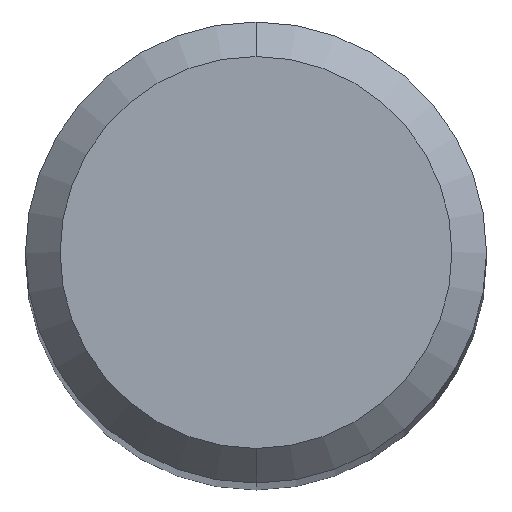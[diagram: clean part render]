
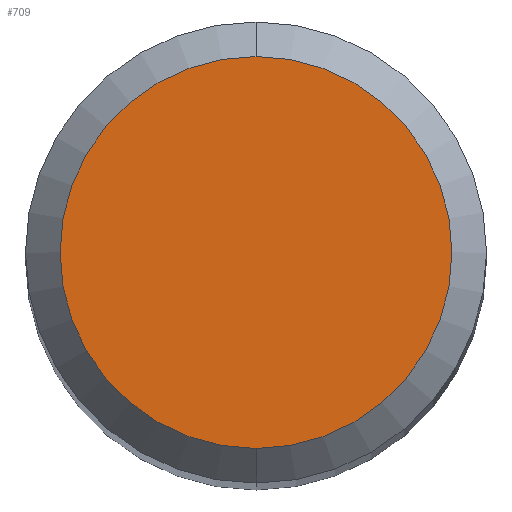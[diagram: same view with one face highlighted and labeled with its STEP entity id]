
A CAD part, top view. The second image highlights one B-rep face of the part: STEP entity #709.
In plain terms, the highlighted planar face has unit normal (0, 0, 1).
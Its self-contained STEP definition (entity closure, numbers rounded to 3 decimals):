
#457=EDGE_CURVE('',#505,#1131,#1241,.T.);
#505=VERTEX_POINT('',#1291);
#709=ADVANCED_FACE('',(#1516),#1517,.T.);
#949=EDGE_CURVE('',#1131,#505,#1780,.T.);
#1131=VERTEX_POINT('',#1973);
#1241=CIRCLE('',#2328,1.7);
#1291=CARTESIAN_POINT('',(0.0,1.7,0.0));
#1516=FACE_OUTER_BOUND('',#3308,.T.);
#1517=PLANE('',#3309);
#1780=CIRCLE('',#4200,1.7);
#1973=CARTESIAN_POINT('',(0.,-1.7,0.0));
#2328=AXIS2_PLACEMENT_3D('',#5188,#5189,#5190);
#3308=EDGE_LOOP('',(#5499,#5500));
#3309=AXIS2_PLACEMENT_3D('',#5501,#5502,#5503);
#4200=AXIS2_PLACEMENT_3D('',#5785,#5786,#5787);
#5188=CARTESIAN_POINT('',(0.0,0.0,0.0));
#5189=DIRECTION('',(0.0,0.0,-1.0));
#5190=DIRECTION('',(0.0,1.0,0.0));
#5499=ORIENTED_EDGE('',*,*,#457,.F.);
#5500=ORIENTED_EDGE('',*,*,#949,.F.);
#5501=CARTESIAN_POINT('',(0.0,0.85,0.0));
#5502=DIRECTION('',(-0.0,0.0,1.0));
#5503=DIRECTION('',(0.0,-1.0,0.0));
#5785=CARTESIAN_POINT('',(0.0,0.0,0.0));
#5786=DIRECTION('',(0.0,0.0,-1.0));
#5787=DIRECTION('',(0.0,1.0,0.0));
